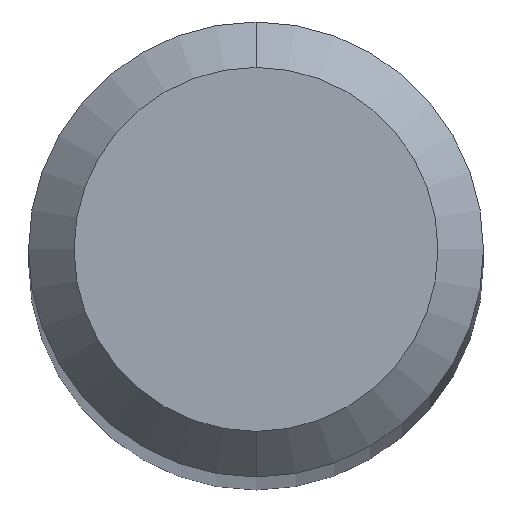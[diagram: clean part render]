
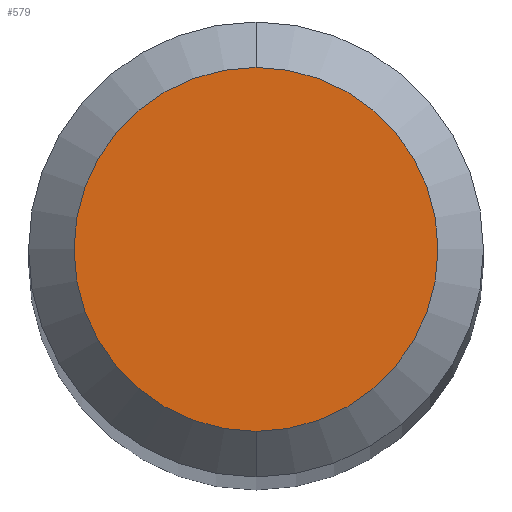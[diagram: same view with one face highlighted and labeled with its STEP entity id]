
A CAD part, top view. The second image highlights one B-rep face of the part: STEP entity #579.
In plain terms, the highlighted planar face has unit normal (0, 0, 1).
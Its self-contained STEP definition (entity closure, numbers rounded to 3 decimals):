
#579=ADVANCED_FACE('',(#1214),#1215,.T.);
#685=EDGE_CURVE('',#803,#869,#1333,.T.);
#789=EDGE_CURVE('',#869,#803,#1447,.T.);
#803=VERTEX_POINT('',#1462);
#869=VERTEX_POINT('',#1530);
#1214=FACE_OUTER_BOUND('',#3144,.T.);
#1215=PLANE('',#3145);
#1333=CIRCLE('',#3523,1.2);
#1447=CIRCLE('',#3823,1.2);
#1462=CARTESIAN_POINT('',(0.,-1.2,0.0));
#1530=CARTESIAN_POINT('',(0.0,1.2,0.0));
#3144=EDGE_LOOP('',(#5242,#5243));
#3145=AXIS2_PLACEMENT_3D('',#5244,#5245,#5246);
#3523=AXIS2_PLACEMENT_3D('',#5396,#5397,#5398);
#3823=AXIS2_PLACEMENT_3D('',#5510,#5511,#5512);
#5242=ORIENTED_EDGE('',*,*,#789,.F.);
#5243=ORIENTED_EDGE('',*,*,#685,.F.);
#5244=CARTESIAN_POINT('',(0.0,0.6,0.0));
#5245=DIRECTION('',(-0.0,0.0,1.0));
#5246=DIRECTION('',(0.0,-1.0,0.0));
#5396=CARTESIAN_POINT('',(0.0,0.0,0.0));
#5397=DIRECTION('',(0.0,0.0,-1.0));
#5398=DIRECTION('',(0.0,1.0,0.0));
#5510=CARTESIAN_POINT('',(0.0,0.0,0.0));
#5511=DIRECTION('',(0.0,0.0,-1.0));
#5512=DIRECTION('',(0.0,1.0,0.0));
